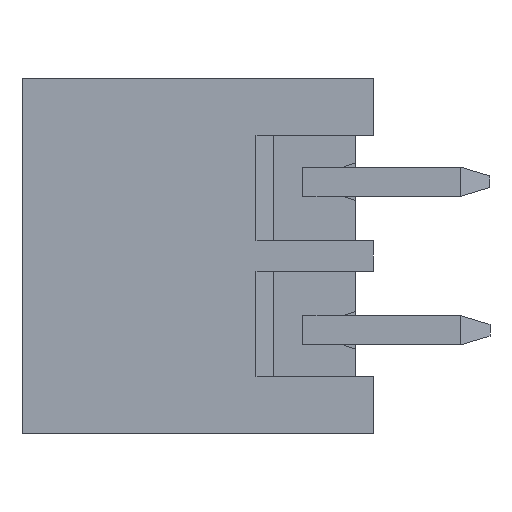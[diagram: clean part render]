
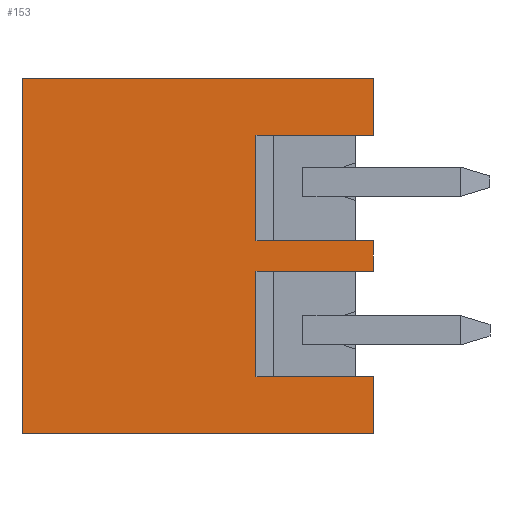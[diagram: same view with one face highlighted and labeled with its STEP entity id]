
A CAD part, front view. The second image highlights one B-rep face of the part: STEP entity #153.
In plain terms, the highlighted planar face has unit normal (0, -1, 0).
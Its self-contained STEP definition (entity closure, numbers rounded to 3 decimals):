
#153 = ADVANCED_FACE( '', ( #411 ), #412, .F. );
#411 = FACE_OUTER_BOUND( '', #777, .T. );
#412 = PLANE( '', #778 );
#777 = EDGE_LOOP( '', ( #1178, #1179, #1180, #1181, #1182, #1183, #1184, #1185, #1186, #1187, #1188, #1189 ) );
#778 = AXIS2_PLACEMENT_3D( '', #1190, #1191, #1192 );
#1178 = ORIENTED_EDGE( '', *, *, #2225, .T. );
#1179 = ORIENTED_EDGE( '', *, *, #2226, .F. );
#1180 = ORIENTED_EDGE( '', *, *, #2227, .T. );
#1181 = ORIENTED_EDGE( '', *, *, #2228, .T. );
#1182 = ORIENTED_EDGE( '', *, *, #2229, .F. );
#1183 = ORIENTED_EDGE( '', *, *, #2230, .F. );
#1184 = ORIENTED_EDGE( '', *, *, #2231, .F. );
#1185 = ORIENTED_EDGE( '', *, *, #2232, .T. );
#1186 = ORIENTED_EDGE( '', *, *, #2233, .T. );
#1187 = ORIENTED_EDGE( '', *, *, #2234, .F. );
#1188 = ORIENTED_EDGE( '', *, *, #2235, .F. );
#1189 = ORIENTED_EDGE( '', *, *, #2236, .F. );
#1190 = CARTESIAN_POINT( '', ( 243.133, 189.167, 99.94 ) );
#1191 = DIRECTION( '', ( 0., 1., 0. ) );
#1192 = DIRECTION( '', ( 0., 0., -1. ) );
#2225 = EDGE_CURVE( '', #2675, #2676, #2677, .T. );
#2226 = EDGE_CURVE( '', #2678, #2676, #2679, .T. );
#2227 = EDGE_CURVE( '', #2678, #2680, #2681, .T. );
#2228 = EDGE_CURVE( '', #2680, #2682, #2683, .T. );
#2229 = EDGE_CURVE( '', #2684, #2682, #2685, .T. );
#2230 = EDGE_CURVE( '', #2686, #2684, #2687, .T. );
#2231 = EDGE_CURVE( '', #2688, #2686, #2689, .T. );
#2232 = EDGE_CURVE( '', #2688, #2690, #2691, .T. );
#2233 = EDGE_CURVE( '', #2690, #2692, #2693, .T. );
#2234 = EDGE_CURVE( '', #2694, #2692, #2695, .T. );
#2235 = EDGE_CURVE( '', #2696, #2694, #2697, .T. );
#2236 = EDGE_CURVE( '', #2675, #2696, #2698, .T. );
#2675 = VERTEX_POINT( '', #3316 );
#2676 = VERTEX_POINT( '', #3317 );
#2677 = LINE( '', #3318, #3319 );
#2678 = VERTEX_POINT( '', #3320 );
#2679 = LINE( '', #3321, #3322 );
#2680 = VERTEX_POINT( '', #3323 );
#2681 = LINE( '', #3324, #3325 );
#2682 = VERTEX_POINT( '', #3326 );
#2683 = LINE( '', #3327, #3328 );
#2684 = VERTEX_POINT( '', #3329 );
#2685 = LINE( '', #3330, #3331 );
#2686 = VERTEX_POINT( '', #3332 );
#2687 = LINE( '', #3333, #3334 );
#2688 = VERTEX_POINT( '', #3335 );
#2689 = LINE( '', #3336, #3337 );
#2690 = VERTEX_POINT( '', #3338 );
#2691 = LINE( '', #3339, #3340 );
#2692 = VERTEX_POINT( '', #3341 );
#2693 = LINE( '', #3342, #3343 );
#2694 = VERTEX_POINT( '', #3344 );
#2695 = LINE( '', #3345, #3346 );
#2696 = VERTEX_POINT( '', #3347 );
#2697 = LINE( '', #3348, #3349 );
#2698 = LINE( '', #3350, #3351 );
#3316 = CARTESIAN_POINT( '', ( 243.133, 189.167, 95.68 ) );
#3317 = CARTESIAN_POINT( '', ( 243.133, 189.167, 83.52 ) );
#3318 = CARTESIAN_POINT( '', ( 243.133, 189.167, 94.9 ) );
#3319 = VECTOR( '', #4151, 1000. );
#3320 = CARTESIAN_POINT( '', ( 255.133, 189.167, 83.52 ) );
#3321 = CARTESIAN_POINT( '', ( 243.133, 189.167, 83.52 ) );
#3322 = VECTOR( '', #4152, 1000. );
#3323 = CARTESIAN_POINT( '', ( 255.133, 189.167, 85.48 ) );
#3324 = CARTESIAN_POINT( '', ( 255.133, 189.167, 84.84 ) );
#3325 = VECTOR( '', #4153, 1000. );
#3326 = CARTESIAN_POINT( '', ( 251.133, 189.167, 85.48 ) );
#3327 = CARTESIAN_POINT( '', ( 252.133, 189.167, 85.48 ) );
#3328 = VECTOR( '', #4154, 1000. );
#3329 = CARTESIAN_POINT( '', ( 251.133, 189.167, 89.08 ) );
#3330 = CARTESIAN_POINT( '', ( 251.133, 189.167, 82.76 ) );
#3331 = VECTOR( '', #4155, 1000. );
#3332 = CARTESIAN_POINT( '', ( 255.133, 189.167, 89.08 ) );
#3333 = CARTESIAN_POINT( '', ( 252.133, 189.167, 89.08 ) );
#3334 = VECTOR( '', #4156, 1000. );
#3335 = CARTESIAN_POINT( '', ( 255.133, 189.167, 90.12 ) );
#3336 = CARTESIAN_POINT( '', ( 255.133, 189.167, 89.28 ) );
#3337 = VECTOR( '', #4157, 1000. );
#3338 = CARTESIAN_POINT( '', ( 251.133, 189.167, 90.12 ) );
#3339 = CARTESIAN_POINT( '', ( 252.133, 189.167, 90.12 ) );
#3340 = VECTOR( '', #4158, 1000. );
#3341 = CARTESIAN_POINT( '', ( 251.133, 189.167, 93.72 ) );
#3342 = CARTESIAN_POINT( '', ( 251.133, 189.167, 94.94 ) );
#3343 = VECTOR( '', #4159, 1000. );
#3344 = CARTESIAN_POINT( '', ( 255.133, 189.167, 93.72 ) );
#3345 = CARTESIAN_POINT( '', ( 252.133, 189.167, 93.72 ) );
#3346 = VECTOR( '', #4160, 1000. );
#3347 = CARTESIAN_POINT( '', ( 255.133, 189.167, 95.68 ) );
#3348 = CARTESIAN_POINT( '', ( 255.133, 189.167, 94.36 ) );
#3349 = VECTOR( '', #4161, 1000. );
#3350 = CARTESIAN_POINT( '', ( 255.133, 189.167, 95.68 ) );
#3351 = VECTOR( '', #4162, 1000. );
#4151 = DIRECTION( '', ( 0., 0., -1. ) );
#4152 = DIRECTION( '', ( -1., 0., 0. ) );
#4153 = DIRECTION( '', ( 0., 0., 1. ) );
#4154 = DIRECTION( '', ( -1., 0., 0. ) );
#4155 = DIRECTION( '', ( 0., 0., -1. ) );
#4156 = DIRECTION( '', ( -1., 0., 0. ) );
#4157 = DIRECTION( '', ( 0., 0., -1. ) );
#4158 = DIRECTION( '', ( -1., 0., 0. ) );
#4159 = DIRECTION( '', ( 0., 0., 1. ) );
#4160 = DIRECTION( '', ( -1., 0., 0. ) );
#4161 = DIRECTION( '', ( 0., 0., -1. ) );
#4162 = DIRECTION( '', ( 1., 0., 0. ) );
